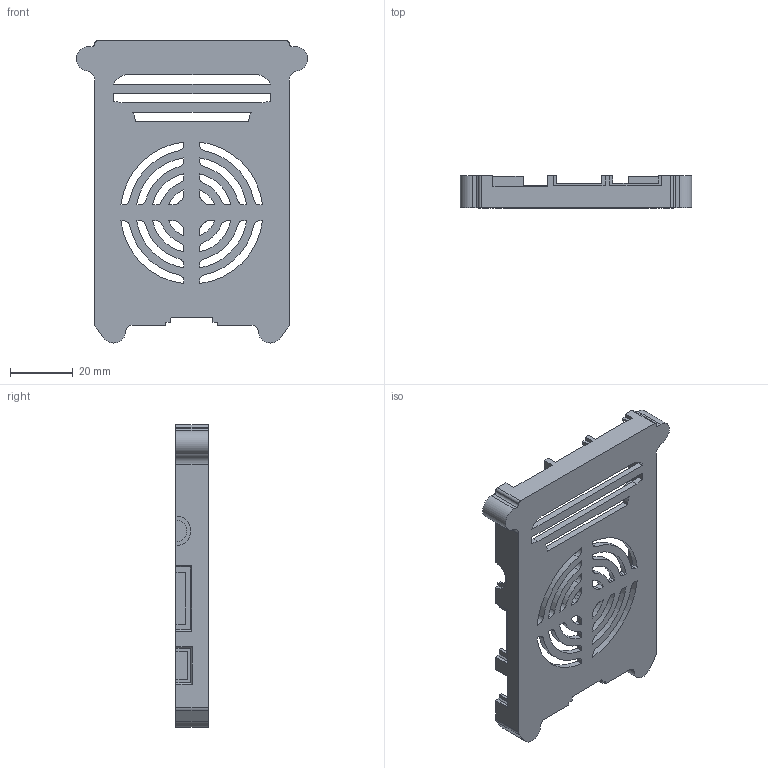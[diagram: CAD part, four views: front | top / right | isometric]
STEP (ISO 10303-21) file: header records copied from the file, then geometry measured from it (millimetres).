
FILE_DESCRIPTION(/* description */ (''),/* implementation_level */ '2;1');
FILE_NAME(/* name */ 'SteemPi Bottom Case.step',/* time_stamp */ '2017-12-19T14:24:51-05:00',/* author */ (''),/* organization */ (''),/* preprocessor_version */ 'ST-DEVELOPER v16.13',/* originating_system */ 'Autodesk Translation Framework v6.5.0.72',/* authorisation */ '');
FILE_SCHEMA (('AUTOMOTIVE_DESIGN { 1 0 10303 214 3 1 1 }'));
Length unit declared in the file: millimetre
Products named in the file (1): rpi3-bottom (no vent)
Bounding box: 73.78 x 10.3 x 96.25 mm (x, y, z)
Volume: 14824.7 mm3; surface area: 17029.3 mm2
Topology: 1 solids, 1 shells, 246 faces, 707 edges, 475 vertices
Faces by surface type: plane 138, cylinder 104, cone 4
Full cylindrical faces by diameter (mm): 2.8 x8, 5.8 x4
Entity records: 8241 total; most frequent: DIRECTION 1434, CARTESIAN_POINT 1429, ORIENTED_EDGE 1414, EDGE_CURVE 707, AXIS2_PLACEMENT_3D 480, VERTEX_POINT 475, LINE 474, VECTOR 474
